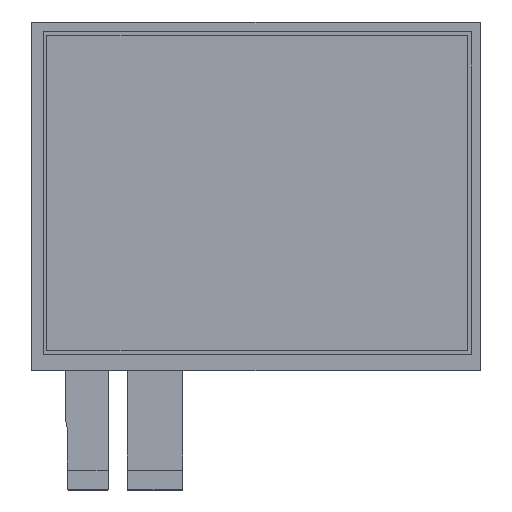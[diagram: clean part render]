
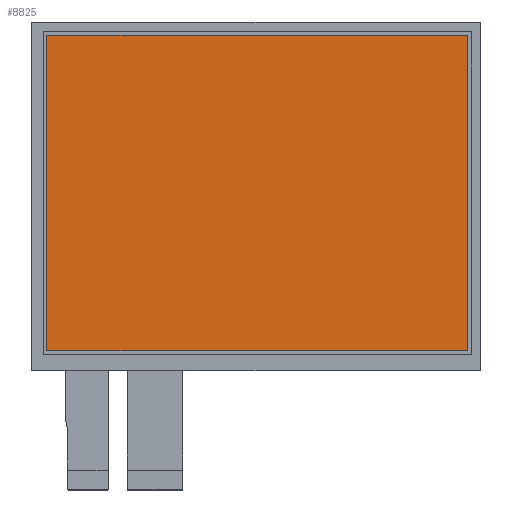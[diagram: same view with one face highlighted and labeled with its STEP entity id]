
A CAD part, top view. The second image highlights one B-rep face of the part: STEP entity #8825.
In plain terms, the highlighted planar face has unit normal (0, 0, 1).
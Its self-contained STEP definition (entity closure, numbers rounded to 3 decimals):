
#489=PLANE('',#9279);
#911=FACE_OUTER_BOUND('',#1337,.T.);
#1337=EDGE_LOOP('',(#8391,#8392,#8393,#8394));
#2539=LINE('',#13817,#3775);
#2543=LINE('',#13825,#3779);
#2546=LINE('',#13831,#3782);
#2549=LINE('',#13836,#3785);
#3775=VECTOR('',#11321,10.);
#3779=VECTOR('',#11327,10.);
#3782=VECTOR('',#11332,10.);
#3785=VECTOR('',#11337,10.);
#4631=VERTEX_POINT('',#13815);
#4632=VERTEX_POINT('',#13816);
#4635=VERTEX_POINT('',#13824);
#4637=VERTEX_POINT('',#13830);
#5867=EDGE_CURVE('',#4631,#4632,#2539,.T.);
#5871=EDGE_CURVE('',#4635,#4631,#2543,.T.);
#5874=EDGE_CURVE('',#4637,#4635,#2546,.T.);
#5877=EDGE_CURVE('',#4632,#4637,#2549,.T.);
#8391=ORIENTED_EDGE('',*,*,#5867,.T.);
#8392=ORIENTED_EDGE('',*,*,#5877,.T.);
#8393=ORIENTED_EDGE('',*,*,#5874,.T.);
#8394=ORIENTED_EDGE('',*,*,#5871,.T.);
#8825=ADVANCED_FACE('',(#911),#489,.T.);
#9279=AXIS2_PLACEMENT_3D('',#13888,#11383,#11384);
#11321=DIRECTION('',(1.,0.,0.));
#11327=DIRECTION('',(0.,-1.,0.));
#11332=DIRECTION('',(-1.,0.,0.));
#11337=DIRECTION('',(0.,1.,0.));
#11383=DIRECTION('center_axis',(0.,0.,1.));
#11384=DIRECTION('ref_axis',(1.,0.,0.));
#13815=CARTESIAN_POINT('',(-105.6,-79.2,0.));
#13816=CARTESIAN_POINT('',(105.6,-79.2,0.));
#13817=CARTESIAN_POINT('',(-53.1,-79.2,0.));
#13824=CARTESIAN_POINT('',(-105.6,79.2,0.));
#13825=CARTESIAN_POINT('',(-105.6,38.8,0.));
#13830=CARTESIAN_POINT('',(105.6,79.2,0.));
#13831=CARTESIAN_POINT('',(52.5,79.2,0.));
#13836=CARTESIAN_POINT('',(105.6,-40.4,0.));
#13888=CARTESIAN_POINT('Origin',(-0.6,-1.6,0.));
